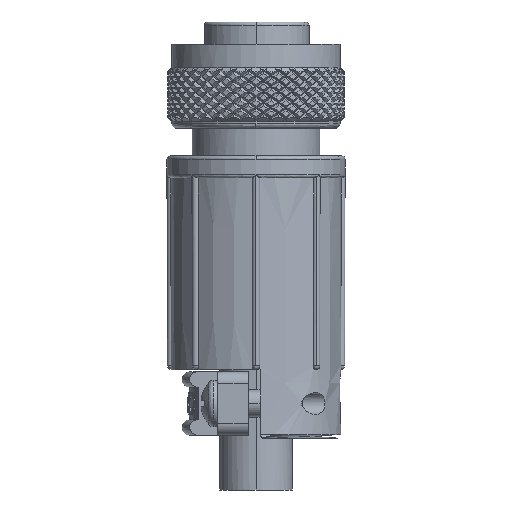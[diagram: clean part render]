
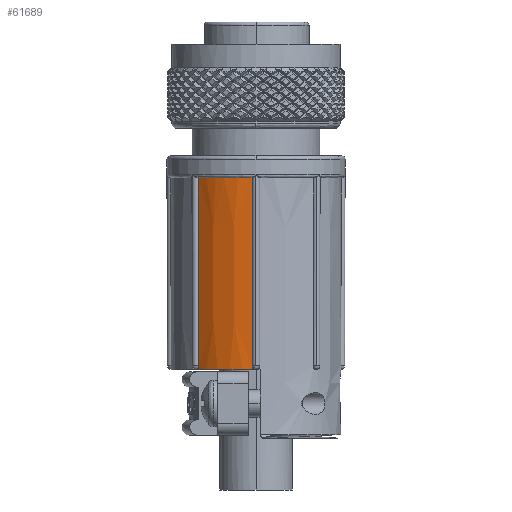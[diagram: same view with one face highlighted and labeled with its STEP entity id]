
A CAD part, left-side view. The second image highlights one B-rep face of the part: STEP entity #61689.
In plain terms, the highlighted conical face has half-angle 0.129 degrees and reference radius 9.271 mm.
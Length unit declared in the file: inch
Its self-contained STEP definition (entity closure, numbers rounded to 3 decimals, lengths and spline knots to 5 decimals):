
#3764 = CARTESIAN_POINT ( 'NONE',  ( -0.26911, 0.24659, -0.667 ) ) ;
#3765 = CARTESIAN_POINT ( 'NONE',  ( -0.26868, 0.24616, -0.93503 ) ) ;
#3767 = CARTESIAN_POINT ( 'NONE',  ( -0.26825, 0.24574, -1.20305 ) ) ;
#3768 = CARTESIAN_POINT ( 'NONE',  ( -0.26783, 0.24531, -1.47108 ) ) ;
#4818 = CARTESIAN_POINT ( 'NONE',  ( -0.36465, 0.01592, -0.667 ) ) ;
#4820 = CARTESIAN_POINT ( 'NONE',  ( -0.25679, 0.25679, -1.487 ) ) ;
#4856 = CARTESIAN_POINT ( 'NONE',  ( -0.36284, 0.01592, -1.47108 ) ) ;
#4858 = CARTESIAN_POINT ( 'NONE',  ( -0.36316, 0., -1.487 ) ) ;
#8980 = B_SPLINE_CURVE_WITH_KNOTS ( 'NONE', 3,
 ( #55159, #55160, #55161, #55162, #55163, #55164 ),
 .UNSPECIFIED., .F., .F.,
 ( 4, 2, 4 ),
 ( 0., 0.5, 1. ),
 .UNSPECIFIED. ) ;
#8981 = B_SPLINE_CURVE_WITH_KNOTS ( 'NONE', 3,
 ( #55165, #55166, #55167, #55168, #55169, #55170, #55171, #55172 ),
 .UNSPECIFIED., .F., .F.,
 ( 4, 2, 2, 4 ),
 ( 0., 0.25, 0.5, 1. ),
 .UNSPECIFIED. ) ;
#8998 = B_SPLINE_CURVE_WITH_KNOTS ( 'NONE', 3,
 ( #55326, #55327, #55328, #55329 ),
 .UNSPECIFIED., .F., .F.,
 ( 4, 4 ),
 ( 0., 1. ),
 .UNSPECIFIED. ) ;
#8999 = B_SPLINE_CURVE_WITH_KNOTS ( 'NONE', 3,
 ( #55333, #55334, #55335, #55336, #55337, #55338, #55339, #55340, #55341, #55342 ),
 .UNSPECIFIED., .F., .F.,
 ( 4, 2, 2, 2, 4 ),
 ( 0., 0.25, 0.375, 0.5, 1. ),
 .UNSPECIFIED. ) ;
#13439 = EDGE_LOOP ( 'NONE', ( #73344, #73349, #73347, #73348, #73350, #73352 ) ) ;
#45633 = EDGE_CURVE ( 'NONE', #89916, #89917, #87525, .T. ) ;
#47095 = VERTEX_POINT ( 'NONE', #4818 ) ;
#47096 = VERTEX_POINT ( 'NONE', #4820 ) ;
#47113 = VERTEX_POINT ( 'NONE', #4856 ) ;
#47114 = VERTEX_POINT ( 'NONE', #4858 ) ;
#49256 = CIRCLE ( 'NONE', #76463, 0.36316 ) ;
#49285 = CONICAL_SURFACE ( 'NONE', #90499, 0.365, 0.002 ) ;
#55159 = CARTESIAN_POINT ( 'NONE',  ( -0.36465, 0.01592, -0.667 ) ) ;
#55160 = CARTESIAN_POINT ( 'NONE',  ( -0.3628, 0.05835, -0.667 ) ) ;
#55161 = CARTESIAN_POINT ( 'NONE',  ( -0.35347, 0.10044, -0.667 ) ) ;
#55162 = CARTESIAN_POINT ( 'NONE',  ( -0.32096, 0.17892, -0.667 ) ) ;
#55163 = CARTESIAN_POINT ( 'NONE',  ( -0.2978, 0.21528, -0.667 ) ) ;
#55164 = CARTESIAN_POINT ( 'NONE',  ( -0.26911, 0.24659, -0.667 ) ) ;
#55165 = CARTESIAN_POINT ( 'NONE',  ( -0.26783, 0.24531, -1.47108 ) ) ;
#55166 = CARTESIAN_POINT ( 'NONE',  ( -0.26781, 0.24532, -1.47329 ) ) ;
#55167 = CARTESIAN_POINT ( 'NONE',  ( -0.26754, 0.24562, -1.47534 ) ) ;
#55168 = CARTESIAN_POINT ( 'NONE',  ( -0.26648, 0.24675, -1.4791 ) ) ;
#55169 = CARTESIAN_POINT ( 'NONE',  ( -0.26565, 0.24764, -1.48086 ) ) ;
#55170 = CARTESIAN_POINT ( 'NONE',  ( -0.2626, 0.25087, -1.4853 ) ) ;
#55171 = CARTESIAN_POINT ( 'NONE',  ( -0.25974, 0.25384, -1.487 ) ) ;
#55172 = CARTESIAN_POINT ( 'NONE',  ( -0.25679, 0.25679, -1.487 ) ) ;
#55326 = CARTESIAN_POINT ( 'NONE',  ( -0.36465, 0.01592, -0.667 ) ) ;
#55327 = CARTESIAN_POINT ( 'NONE',  ( -0.36405, 0.01592, -0.93503 ) ) ;
#55328 = CARTESIAN_POINT ( 'NONE',  ( -0.36345, 0.01592, -1.20305 ) ) ;
#55329 = CARTESIAN_POINT ( 'NONE',  ( -0.36284, 0.01592, -1.47108 ) ) ;
#55330 = CARTESIAN_POINT ( 'NONE',  ( 0., 0., -1.487 ) ) ;
#55331 = DIRECTION ( 'NONE',  ( 0., 0., -1. ) ) ;
#55332 = DIRECTION ( 'NONE',  ( 1., 0., 0. ) ) ;
#55333 = CARTESIAN_POINT ( 'NONE',  ( -0.36316, 0., -1.487 ) ) ;
#55334 = CARTESIAN_POINT ( 'NONE',  ( -0.36316, 0.00208, -1.487 ) ) ;
#55335 = CARTESIAN_POINT ( 'NONE',  ( -0.36314, 0.00411, -1.48659 ) ) ;
#55336 = CARTESIAN_POINT ( 'NONE',  ( -0.36309, 0.00707, -1.48536 ) ) ;
#55337 = CARTESIAN_POINT ( 'NONE',  ( -0.36308, 0.008, -1.48487 ) ) ;
#55338 = CARTESIAN_POINT ( 'NONE',  ( -0.36304, 0.00972, -1.48373 ) ) ;
#55339 = CARTESIAN_POINT ( 'NONE',  ( -0.36302, 0.01049, -1.48311 ) ) ;
#55340 = CARTESIAN_POINT ( 'NONE',  ( -0.36291, 0.01433, -1.47927 ) ) ;
#55341 = CARTESIAN_POINT ( 'NONE',  ( -0.36284, 0.01588, -1.47552 ) ) ;
#55342 = CARTESIAN_POINT ( 'NONE',  ( -0.36284, 0.01592, -1.47108 ) ) ;
#61106 = EDGE_CURVE ( 'NONE', #47095, #89916, #8980, .T. ) ;
#61108 = EDGE_CURVE ( 'NONE', #89917, #47096, #8981, .T. ) ;
#61195 = EDGE_CURVE ( 'NONE', #47095, #47113, #8998, .T. ) ;
#61197 = EDGE_CURVE ( 'NONE', #47114, #47096, #49256, .T. ) ;
#61200 = EDGE_CURVE ( 'NONE', #47114, #47113, #8999, .T. ) ;
#61689 = ADVANCED_FACE ( 'NONE', ( #90498 ), #49285, .T. ) ;
#62508 = CARTESIAN_POINT ( 'NONE',  ( -0.26911, 0.24659, -0.667 ) ) ;
#62510 = CARTESIAN_POINT ( 'NONE',  ( -0.26783, 0.24531, -1.47108 ) ) ;
#73344 = ORIENTED_EDGE ( 'NONE', *, *, #61195, .F. ) ;
#73347 = ORIENTED_EDGE ( 'NONE', *, *, #45633, .T. ) ;
#73348 = ORIENTED_EDGE ( 'NONE', *, *, #61108, .T. ) ;
#73349 = ORIENTED_EDGE ( 'NONE', *, *, #61106, .T. ) ;
#73350 = ORIENTED_EDGE ( 'NONE', *, *, #61197, .F. ) ;
#73352 = ORIENTED_EDGE ( 'NONE', *, *, #61200, .T. ) ;
#76463 = AXIS2_PLACEMENT_3D ( 'NONE', #55330, #55331, #55332 ) ;
#79073 = CARTESIAN_POINT ( 'NONE',  ( 0., 0., -0.667 ) ) ;
#79076 = DIRECTION ( 'NONE',  ( 0., 0., 1. ) ) ;
#79077 = DIRECTION ( 'NONE',  ( 1., 0., 0. ) ) ;
#87525 = B_SPLINE_CURVE_WITH_KNOTS ( 'NONE', 3,
 ( #3764, #3765, #3767, #3768 ),
 .UNSPECIFIED., .F., .F.,
 ( 4, 4 ),
 ( 0., 1. ),
 .UNSPECIFIED. ) ;
#89916 = VERTEX_POINT ( 'NONE', #62508 ) ;
#89917 = VERTEX_POINT ( 'NONE', #62510 ) ;
#90498 = FACE_OUTER_BOUND ( 'NONE', #13439, .T. ) ;
#90499 = AXIS2_PLACEMENT_3D ( 'NONE', #79073, #79076, #79077 ) ;
